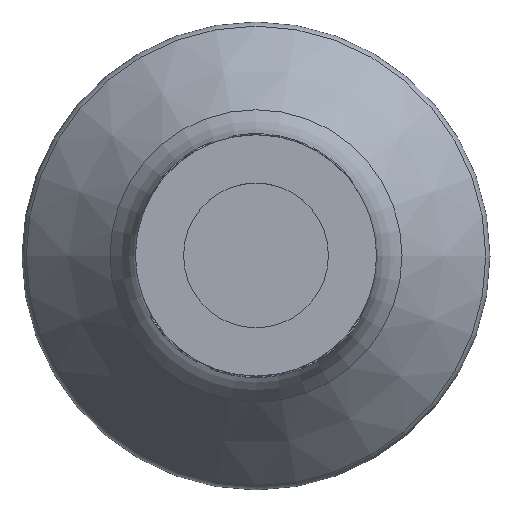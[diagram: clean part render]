
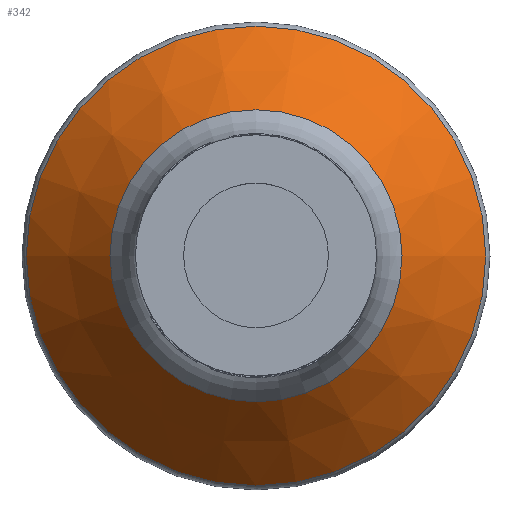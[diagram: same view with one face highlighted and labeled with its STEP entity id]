
A CAD part, top view. The second image highlights one B-rep face of the part: STEP entity #342.
In plain terms, the highlighted conical face has half-angle 40 degrees and reference radius 10 mm.
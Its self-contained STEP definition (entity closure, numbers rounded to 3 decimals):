
#342 = ADVANCED_FACE( '', ( #858, #859 ), #860, .T. );
#858 = FACE_BOUND( '', #3089, .T. );
#859 = FACE_OUTER_BOUND( '', #3090, .T. );
#860 = CONICAL_SURFACE( '', #3091, 10., 0.698 );
#3089 = EDGE_LOOP( '', ( #6975 ) );
#3090 = EDGE_LOOP( '', ( #6976 ) );
#3091 = AXIS2_PLACEMENT_3D( '', #6977, #6978, #6979 );
#6975 = ORIENTED_EDGE( '', *, *, #8538, .T. );
#6976 = ORIENTED_EDGE( '', *, *, #8410, .T. );
#6977 = CARTESIAN_POINT( '', ( 0., 0., 34.87 ) );
#6978 = DIRECTION( '', ( 0., 0., -1. ) );
#6979 = DIRECTION( '', ( -1., 0., 0. ) );
#8410 = EDGE_CURVE( '', #9261, #9261, #9262, .T. );
#8538 = EDGE_CURVE( '', #9474, #9474, #9475, .T. );
#9261 = VERTEX_POINT( '', #11066 );
#9262 = CIRCLE( '', #11067, 19.049 );
#9474 = VERTEX_POINT( '', #11909 );
#9475 = CIRCLE( '', #11910, 12.106 );
#11066 = CARTESIAN_POINT( '', ( 19.049, 0., 24.086 ) );
#11067 = AXIS2_PLACEMENT_3D( '', #14572, #14573, #14574 );
#11909 = CARTESIAN_POINT( '', ( -12.106, 0., 32.361 ) );
#11910 = AXIS2_PLACEMENT_3D( '', #14622, #14623, #14624 );
#14572 = CARTESIAN_POINT( '', ( 0., 0., 24.086 ) );
#14573 = DIRECTION( '', ( 0., 0., 1. ) );
#14574 = DIRECTION( '', ( 1., 0., 0. ) );
#14622 = CARTESIAN_POINT( '', ( 0., 0., 32.361 ) );
#14623 = DIRECTION( '', ( 0., 0., -1. ) );
#14624 = DIRECTION( '', ( -1., 0., 0. ) );
